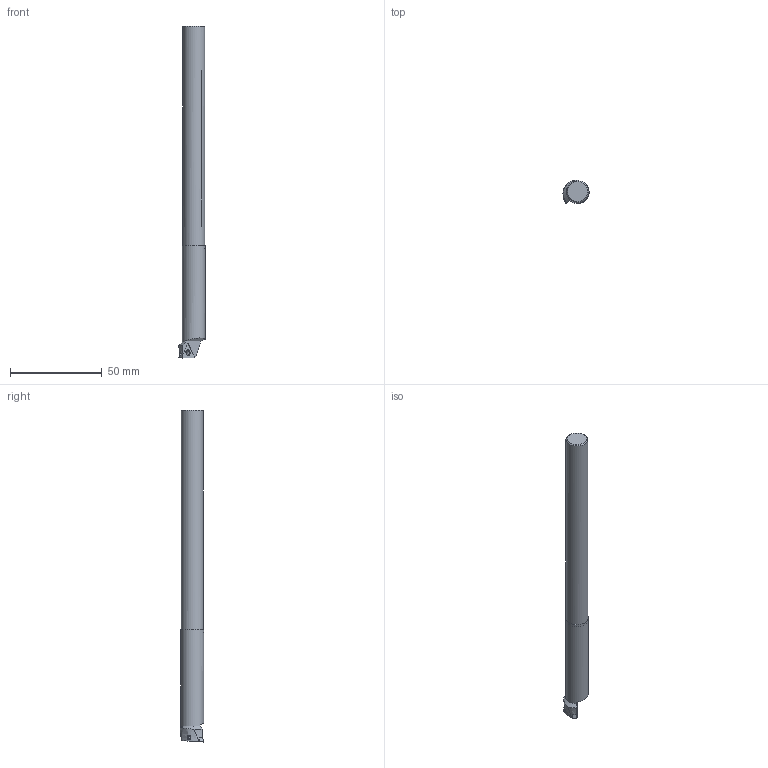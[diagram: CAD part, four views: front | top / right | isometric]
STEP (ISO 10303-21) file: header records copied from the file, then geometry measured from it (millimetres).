
FILE_DESCRIPTION(/* description */ (''),/* implementation_level */ '2;1');
FILE_NAME(/* name */ '1545398099475.stp',/* time_stamp */ '2018-12-21T14:15:12+01:00',/* author */ (''),/* organization */ ('SMS'),/* preprocessor_version */ 'ST-DEVELOPER v15',/* originating_system */ 'SIEMENS PLM Software NX 8.5',/* authorisation */ '');
FILE_SCHEMA (('AUTOMOTIVE_DESIGN { 1 0 10303 214 3 1 1 1 }'));
Length unit declared in the file: millimetre
Products named in the file (4): ASSEMBLY_CONSTRUCTION; IsoTurningInsert; 202043527mod000_00; 202043538mod000_00
Assembly tree (3 placements, depth 2):
  202043538mod000_00
    202043527mod000_00
    IsoTurningInsert
    ASSEMBLY_CONSTRUCTION
Bounding box: 14.28 x 12.73 x 181.25 mm (x, y, z)
Volume: 17653.3 mm3; surface area: 8813.2 mm2
Topology: 2 solids, 3 shells, 44 faces, 107 edges, 75 vertices
Faces by surface type: plane 22, cone 10, cylinder 9, torus 2, extrusion 1
Full cylindrical faces by diameter (mm): 1.75 x1, 2.5 x1, 2.7 x1, 9.55 x1, 10.4 x1, 12 x1, 12.45 x1
Entity records: 1422 total; most frequent: CARTESIAN_POINT 318, DIRECTION 212, ORIENTED_EDGE 162, AXIS2_PLACEMENT_3D 88, EDGE_CURVE 81, EDGE_LOOP 65, VERTEX_POINT 60, ADVANCED_FACE 44
